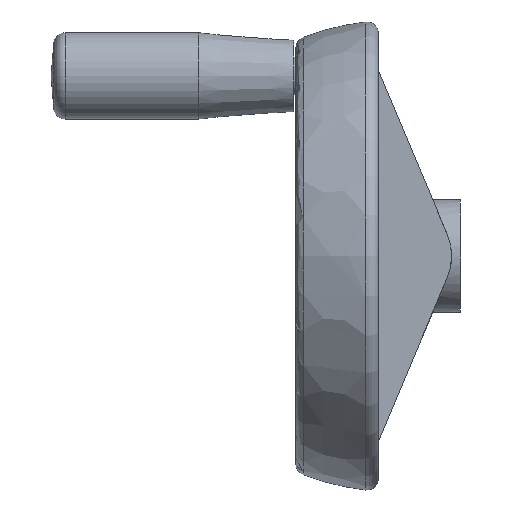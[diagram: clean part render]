
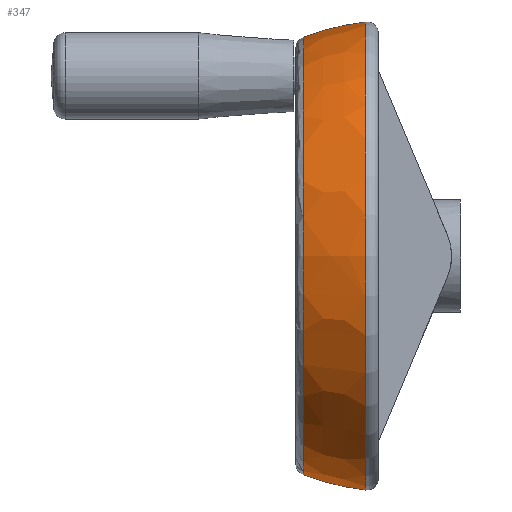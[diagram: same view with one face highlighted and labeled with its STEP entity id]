
A CAD part, top view. The second image highlights one B-rep face of the part: STEP entity #347.
In plain terms, the highlighted free-form (B-spline) face has degree [3, 3] with [4, 7] control points.
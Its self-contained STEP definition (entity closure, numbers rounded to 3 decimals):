
#99=(
BOUNDED_SURFACE()
B_SPLINE_SURFACE(3,3,((#1683,#1684,#1685,#1686,#1687,#1688,#1689),(#1690,
#1691,#1692,#1693,#1694,#1695,#1696),(#1697,#1698,#1699,#1700,#1701,#1702,
#1703),(#1704,#1705,#1706,#1707,#1708,#1709,#1710)),.UNSPECIFIED.,.F.,.T.,
.F.)
B_SPLINE_SURFACE_WITH_KNOTS((4,4),(1,3,3,3,1),(0.,1.),(-0.5,0.,0.5,1.,1.5),
.UNSPECIFIED.)
GEOMETRIC_REPRESENTATION_ITEM()
RATIONAL_B_SPLINE_SURFACE(((1.,0.333,0.333,1.,0.333,
0.333,1.),(0.994,0.331,0.331,
0.994,0.331,0.331,0.994),
(0.994,0.331,0.331,0.994,
0.331,0.331,0.994),(1.,0.333,
0.333,1.,0.333,0.333,1.)))
REPRESENTATION_ITEM('')
SURFACE()
);
#347=ADVANCED_FACE('',(#390,#391),#99,.T.);
#390=FACE_BOUND('',#449,.T.);
#391=FACE_BOUND('',#450,.T.);
#449=EDGE_LOOP('',(#628));
#450=EDGE_LOOP('',(#629));
#628=ORIENTED_EDGE('',*,*,#901,.T.);
#629=ORIENTED_EDGE('',*,*,#902,.F.);
#790=VERTEX_POINT('',#1679);
#791=VERTEX_POINT('',#1682);
#901=EDGE_CURVE('',#790,#790,#937,.T.);
#902=EDGE_CURVE('',#791,#791,#938,.T.);
#937=CIRCLE('',#1007,62.367);
#938=CIRCLE('',#1009,58.277);
#1007=AXIS2_PLACEMENT_3D('',#1678,#1196,#1197);
#1009=AXIS2_PLACEMENT_3D('',#1681,#1200,#1201);
#1196=DIRECTION('',(-1.,0.,0.));
#1197=DIRECTION('',(0.,0.,1.));
#1200=DIRECTION('',(-1.,0.,0.));
#1201=DIRECTION('',(0.,0.,1.));
#1678=CARTESIAN_POINT('',(235.089,218.,0.));
#1679=CARTESIAN_POINT('',(235.089,218.,62.367));
#1681=CARTESIAN_POINT('',(218.416,218.,0.));
#1682=CARTESIAN_POINT('',(218.416,218.,58.277));
#1683=CARTESIAN_POINT('',(218.416,218.,58.277));
#1684=CARTESIAN_POINT('',(218.416,334.554,58.277));
#1685=CARTESIAN_POINT('',(218.416,334.554,-58.277));
#1686=CARTESIAN_POINT('',(218.416,218.,-58.277));
#1687=CARTESIAN_POINT('',(218.416,101.446,-58.277));
#1688=CARTESIAN_POINT('',(218.416,101.446,58.277));
#1689=CARTESIAN_POINT('',(218.416,218.,58.277));
#1690=CARTESIAN_POINT('',(223.782,218.,60.357));
#1691=CARTESIAN_POINT('',(223.782,338.713,60.357));
#1692=CARTESIAN_POINT('',(223.782,338.713,-60.357));
#1693=CARTESIAN_POINT('',(223.782,218.,-60.357));
#1694=CARTESIAN_POINT('',(223.782,97.287,-60.357));
#1695=CARTESIAN_POINT('',(223.782,97.287,60.357));
#1696=CARTESIAN_POINT('',(223.782,218.,60.357));
#1697=CARTESIAN_POINT('',(229.37,218.,61.727));
#1698=CARTESIAN_POINT('',(229.37,341.455,61.727));
#1699=CARTESIAN_POINT('',(229.37,341.455,-61.727));
#1700=CARTESIAN_POINT('',(229.37,218.,-61.727));
#1701=CARTESIAN_POINT('',(229.37,94.545,-61.727));
#1702=CARTESIAN_POINT('',(229.37,94.545,61.727));
#1703=CARTESIAN_POINT('',(229.37,218.,61.727));
#1704=CARTESIAN_POINT('',(235.089,218.,62.367));
#1705=CARTESIAN_POINT('',(235.089,342.733,62.367));
#1706=CARTESIAN_POINT('',(235.089,342.733,-62.367));
#1707=CARTESIAN_POINT('',(235.089,218.,-62.367));
#1708=CARTESIAN_POINT('',(235.089,93.267,-62.367));
#1709=CARTESIAN_POINT('',(235.089,93.267,62.367));
#1710=CARTESIAN_POINT('',(235.089,218.,62.367));
